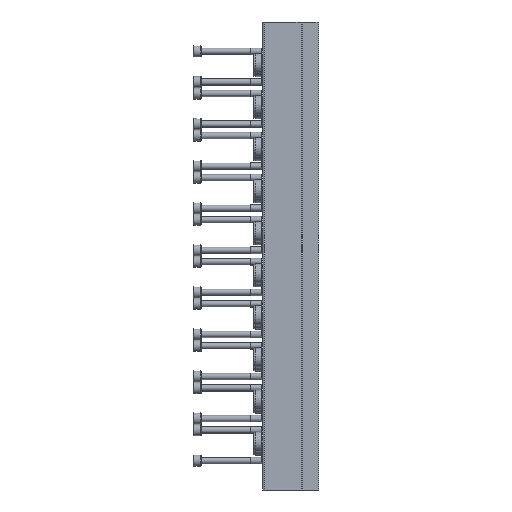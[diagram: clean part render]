
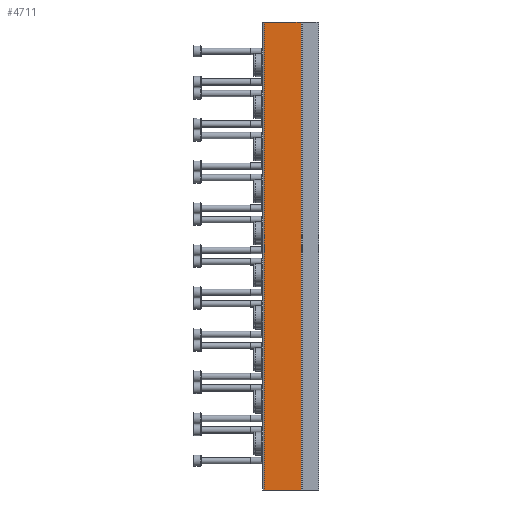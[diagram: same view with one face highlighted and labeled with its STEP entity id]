
A CAD part, left-side view. The second image highlights one B-rep face of the part: STEP entity #4711.
In plain terms, the highlighted planar face has unit normal (-1, 0, 0).
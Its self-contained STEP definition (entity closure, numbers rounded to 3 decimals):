
#261=PLANE('',#5073);
#374=LINE('',#7685,#654);
#375=LINE('',#7687,#655);
#376=LINE('',#7689,#656);
#377=LINE('',#7691,#657);
#654=VECTOR('',#5715,1000.);
#655=VECTOR('',#5718,1000.);
#656=VECTOR('',#5719,1000.);
#657=VECTOR('',#5720,1000.);
#1252=ORIENTED_EDGE('',*,*,#2458,.F.);
#1253=ORIENTED_EDGE('',*,*,#2457,.F.);
#1254=ORIENTED_EDGE('',*,*,#2459,.T.);
#1255=ORIENTED_EDGE('',*,*,#2460,.T.);
#2457=EDGE_CURVE('',#3060,#3058,#374,.T.);
#2458=EDGE_CURVE('',#3058,#3061,#375,.T.);
#2459=EDGE_CURVE('',#3060,#3062,#376,.T.);
#2460=EDGE_CURVE('',#3062,#3061,#377,.T.);
#3058=VERTEX_POINT('',#7680);
#3060=VERTEX_POINT('',#7684);
#3061=VERTEX_POINT('',#7688);
#3062=VERTEX_POINT('',#7690);
#3568=EDGE_LOOP('',(#1252,#1253,#1254,#1255));
#4082=FACE_BOUND('',#3568,.T.);
#4711=ADVANCED_FACE('',(#4082),#261,.T.);
#5073=AXIS2_PLACEMENT_3D('',#7686,#5716,#5717);
#5715=DIRECTION('',(0.,0.,1.));
#5716=DIRECTION('',(-1.,0.,0.));
#5717=DIRECTION('',(0.,0.,1.));
#5718=DIRECTION('',(0.,-1.,0.));
#5719=DIRECTION('',(0.,-1.,0.));
#5720=DIRECTION('',(0.,0.,1.));
#7680=CARTESIAN_POINT('',(-47.,41.5,0.));
#7684=CARTESIAN_POINT('',(-47.,41.5,-356.));
#7685=CARTESIAN_POINT('',(-47.,41.5,-356.));
#7686=CARTESIAN_POINT('',(-47.,41.5,-356.));
#7687=CARTESIAN_POINT('',(-47.,41.5,0.));
#7688=CARTESIAN_POINT('',(-47.,13.377,0.));
#7689=CARTESIAN_POINT('',(-47.,41.5,-356.));
#7690=CARTESIAN_POINT('',(-47.,13.377,-356.));
#7691=CARTESIAN_POINT('',(-47.,13.377,-356.));
